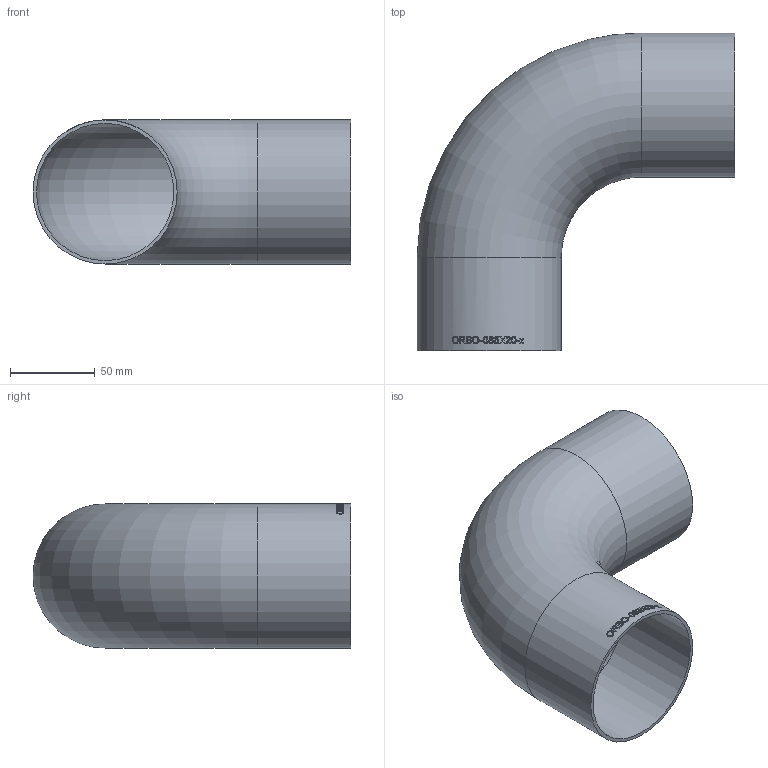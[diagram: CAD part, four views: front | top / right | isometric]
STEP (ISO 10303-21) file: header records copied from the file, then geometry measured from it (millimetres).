
FILE_DESCRIPTION (( 'STEP AP214' ), '1' );
FILE_NAME ('ORBO-085X20-x Bogen orbital 2004.STEP', '2020-04-08T13:17:34', ( '' ), ( '' ), 'SwSTEP 2.0', 'SolidWorks 2019', '' );
FILE_SCHEMA (( 'AUTOMOTIVE_DESIGN' ));
Length unit declared in the file: millimetre
Products named in the file (1): ORBO-085X20-x Bogen orbital 2004
Bounding box: 187.5 x 187.5 x 85 mm (x, y, z)
Volume: 131109.6 mm3; surface area: 132144.4 mm2
Topology: 1 solids, 1 shells, 189 faces, 495 edges, 329 vertices
Faces by surface type: bspline 118, plane 42, cylinder 27, torus 2
Full cylindrical faces by diameter (mm): 81 x2, 85 x2
Entity records: 27235 total; most frequent: CARTESIAN_POINT 21751, ORIENTED_EDGE 964, EDGE_CURVE 482, B_SPLINE_CURVE_WITH_KNOTS 370, VERTEX_POINT 324, DIRECTION 318, EDGE_LOOP 218, FACE_OUTER_BOUND 194
